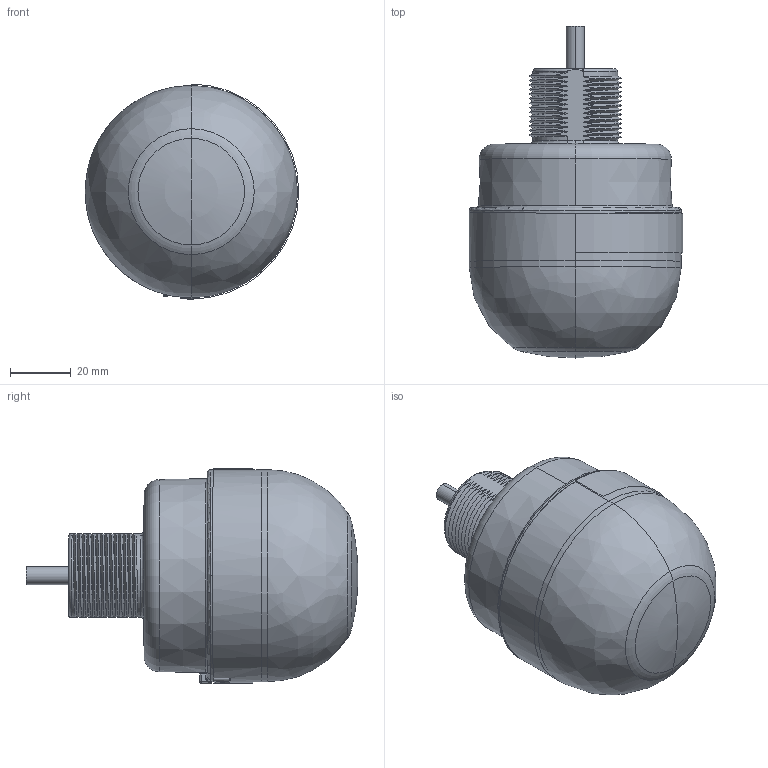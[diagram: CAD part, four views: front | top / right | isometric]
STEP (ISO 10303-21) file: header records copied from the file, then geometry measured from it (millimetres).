
FILE_DESCRIPTION((''),'2;1');
FILE_NAME('189932_ASM','2015-12-22T',('pdmadmin'),(''),'PRO/ENGINEER BY PARAMETRIC TECHNOLOGY CORPORATION, 2013230','PRO/ENGINEER BY PARAMETRIC TECHNOLOGY CORPORATION, 2013230','');
FILE_SCHEMA(('CONFIG_CONTROL_DESIGN'));
Products named in the file (6): 180077; 181388; 185378; CABLE_592; 62676; 189932_ASM
Assembly tree (5 placements, depth 2):
  189932_ASM
    180077
    181388
    185378
    CABLE_592
    62676
Bounding box: 70.5 x 109.6 x 71.25 mm (x, y, z)
Volume: 85832.8 mm3; surface area: 59851.4 mm2
Topology: 5 solids, 6 shells, 836 faces, 1980 edges, 1182 vertices
Faces by surface type: bspline 245, cylinder 221, plane 130, torus 112, cone 81, sphere 47
Entity records: 54602 total; most frequent: CARTESIAN_POINT 37001, ORIENTED_EDGE 3952, DIRECTION 3247, EDGE_CURVE 1978, AXIS2_PLACEMENT_3D 1383, VERTEX_POINT 1182, EDGE_LOOP 883, FACE_OUTER_BOUND 836
